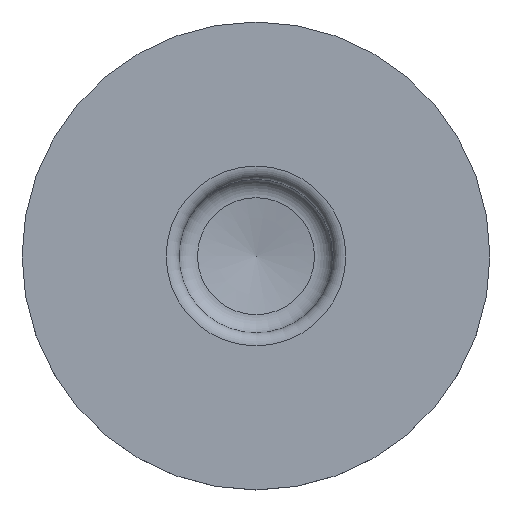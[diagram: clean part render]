
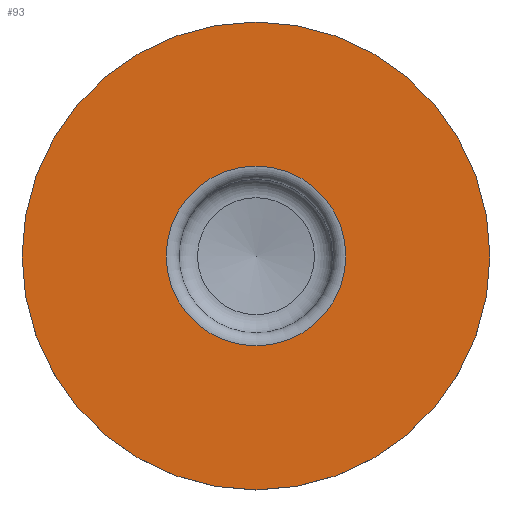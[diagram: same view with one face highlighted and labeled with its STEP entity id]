
A CAD part, top view. The second image highlights one B-rep face of the part: STEP entity #93.
In plain terms, the highlighted planar face has unit normal (0, 0, 1).
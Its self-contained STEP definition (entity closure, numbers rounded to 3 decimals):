
#93 = ADVANCED_FACE( '', ( #148, #149 ), #150, .T. );
#148 = FACE_OUTER_BOUND( '', #204, .T. );
#149 = FACE_BOUND( '', #205, .T. );
#150 = PLANE( '', #206 );
#204 = EDGE_LOOP( '', ( #296 ) );
#205 = EDGE_LOOP( '', ( #297 ) );
#206 = AXIS2_PLACEMENT_3D( '', #298, #299, #300 );
#296 = ORIENTED_EDGE( '', *, *, #302, .T. );
#297 = ORIENTED_EDGE( '', *, *, #319, .F. );
#298 = CARTESIAN_POINT( '', ( 36., 0., 0. ) );
#299 = DIRECTION( '', ( 0., 0., 1. ) );
#300 = DIRECTION( '', ( 1., 0., 0. ) );
#302 = EDGE_CURVE( '', #322, #322, #323, .T. );
#319 = EDGE_CURVE( '', #354, #354, #355, .T. );
#322 = VERTEX_POINT( '', #358 );
#323 = CIRCLE( '', #359, 36. );
#354 = VERTEX_POINT( '', #390 );
#355 = CIRCLE( '', #391, 13.833 );
#358 = CARTESIAN_POINT( '', ( 36., 0., 0. ) );
#359 = AXIS2_PLACEMENT_3D( '', #395, #396, #397 );
#390 = CARTESIAN_POINT( '', ( 13.833, 0., 0. ) );
#391 = AXIS2_PLACEMENT_3D( '', #443, #444, #445 );
#395 = CARTESIAN_POINT( '', ( 0., 0., 0. ) );
#396 = DIRECTION( '', ( 0., 0., 1. ) );
#397 = DIRECTION( '', ( 1., 0., 0. ) );
#443 = CARTESIAN_POINT( '', ( 0., 0., 0. ) );
#444 = DIRECTION( '', ( 0., 0., 1. ) );
#445 = DIRECTION( '', ( 1., 0., 0. ) );
